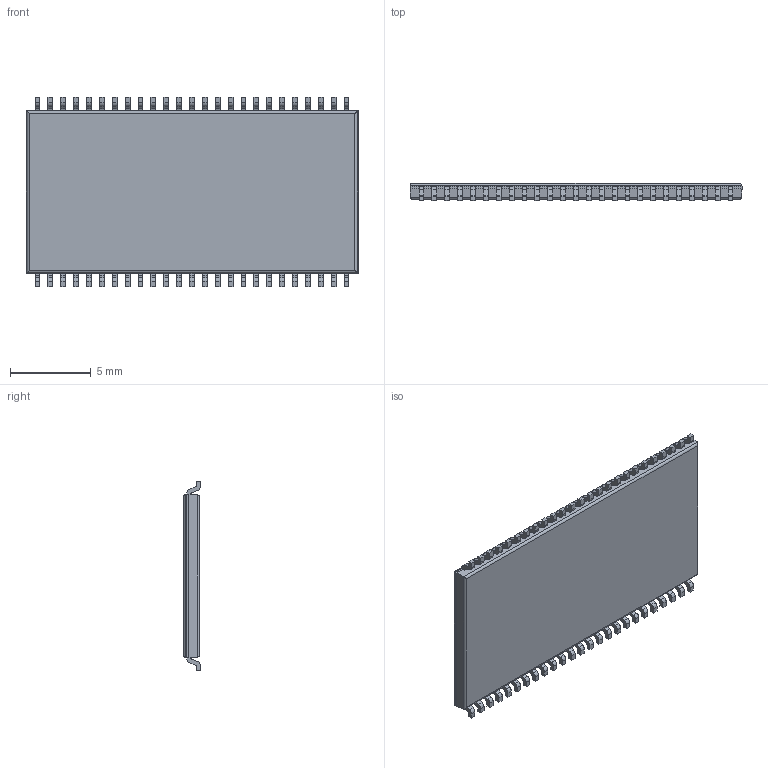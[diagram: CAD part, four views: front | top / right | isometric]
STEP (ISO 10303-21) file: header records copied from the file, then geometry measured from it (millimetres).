
FILE_DESCRIPTION (( 'STEP AP214' ), '1' );
FILE_NAME ('TSOP50-II.STEP', '2022-05-21T23:41:10', ( '' ), ( '' ), 'SwSTEP 2.0', 'SolidWorks 2022', '' );
FILE_SCHEMA (( 'AUTOMOTIVE_DESIGN' ));
Length unit declared in the file: millimetre
Products named in the file (1): TSOP50-II
Bounding box: 20.62 x 1.05 x 11.76 mm (x, y, z)
Volume: 211.4 mm3; surface area: 550.6 mm2
Topology: 51 solids, 51 shells, 821 faces, 2102 edges, 1396 vertices
Faces by surface type: plane 564, cylinder 210, bspline 47
Entity records: 29341 total; most frequent: CARTESIAN_POINT 7487, ORIENTED_EDGE 4204, DIRECTION 3954, EDGE_CURVE 2102, LINE 1596, VECTOR 1596, VERTEX_POINT 1396, AXIS2_PLACEMENT_3D 1179
